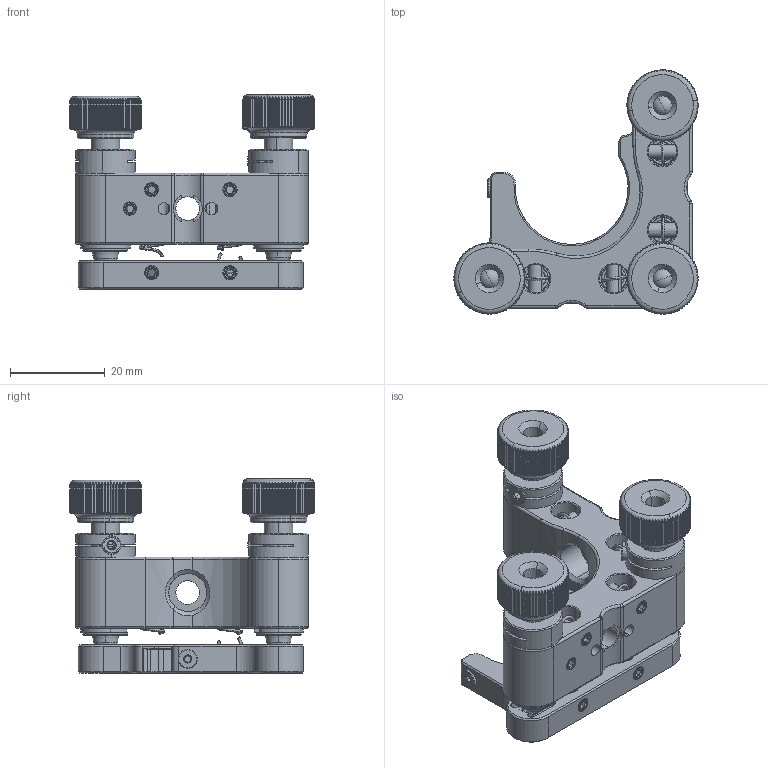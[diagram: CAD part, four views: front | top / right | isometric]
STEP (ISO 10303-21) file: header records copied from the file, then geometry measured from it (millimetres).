
FILE_DESCRIPTION (( 'STEP AP214' ), '1' );
FILE_NAME ('JC版，2.1.13.8，OMC-1.0R-3，1英寸C型开口反射调整架，右手，3轴.STEP', '2024-12-11T02:16:07', ( '' ), ( '' ), 'SwSTEP 2.0', 'SolidWorks 2022', '' );
FILE_SCHEMA (( 'AUTOMOTIVE_DESIGN' ));
Length unit declared in the file: millimetre
Products named in the file (1): JC版，2.1.13.8，OMC-1.0R-3，1英寸C型开口反射调整架，右手，3轴
Bounding box: 51.5 x 51.5 x 41 mm (x, y, z)
Surface area: 18548.6 mm2 (no closed solid volume)
Topology: 0 solids, 60 shells, 1300 faces, 3713 edges, 2440 vertices
Faces by surface type: plane 619, cylinder 414, cone 146, torus 97, bspline 18, sphere 6
Entity records: 68317 total; most frequent: CARTESIAN_POINT 21394, ORIENTED_EDGE 6927, DIRECTION 6506, EDGE_CURVE 3696, AXIS2_PLACEMENT_3D 2592, VERTEX_POINT 2431, EDGE_LOOP 1392, LINE 1322
